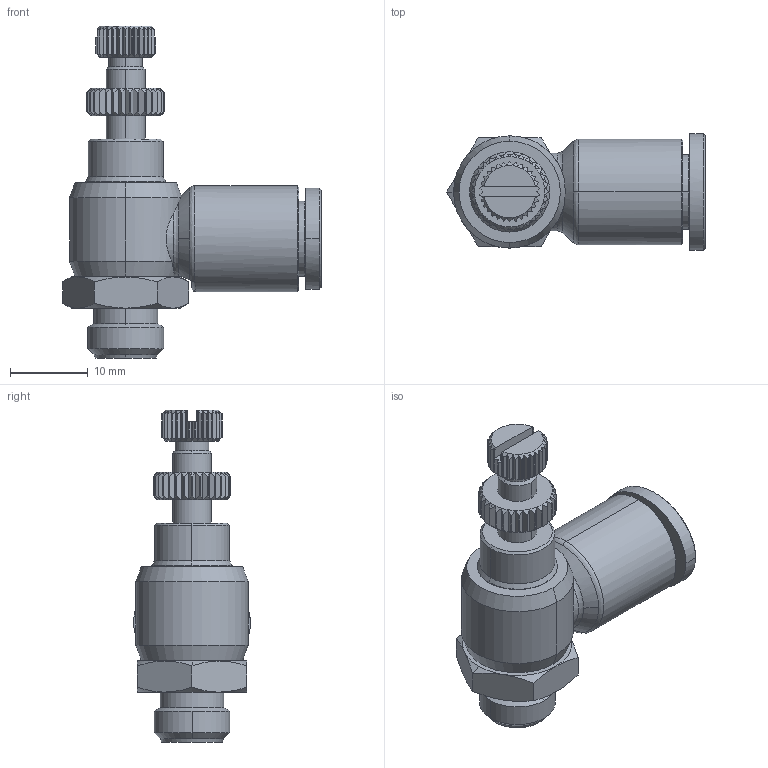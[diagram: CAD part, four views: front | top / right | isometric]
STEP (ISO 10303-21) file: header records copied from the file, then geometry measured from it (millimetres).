
FILE_DESCRIPTION (( 'STEP AP214' ), '1' );
FILE_NAME ('NSE08-G01_OUT.STEP', '2015-10-28T12:18:30', ( '' ), ( '' ), 'SwSTEP 2.0', 'SolidWorks 2015', '' );
FILE_SCHEMA (( 'AUTOMOTIVE_DESIGN' ));
Length unit declared in the file: millimetre
Products named in the file (2): NSE08-G01_OUT; ｦ+ﾃｦ1_1
Assembly tree (1 placements, depth 2):
  NSE08-G01_OUT
    ｦ+ﾃｦ1_1
Bounding box: 33.18 x 15 x 42.6 mm (x, y, z)
Volume: 5488.1 mm3; surface area: 3582.8 mm2
Topology: 1 solids, 1 shells, 762 faces, 2036 edges, 1305 vertices
Faces by surface type: plane 481, cylinder 136, cone 108, bspline 34, torus 3
Entity records: 26333 total; most frequent: CARTESIAN_POINT 7462, ORIENTED_EDGE 4072, DIRECTION 3386, EDGE_CURVE 2036, VERTEX_POINT 1305, VECTOR 1276, LINE 1276, AXIS2_PLACEMENT_3D 1055
